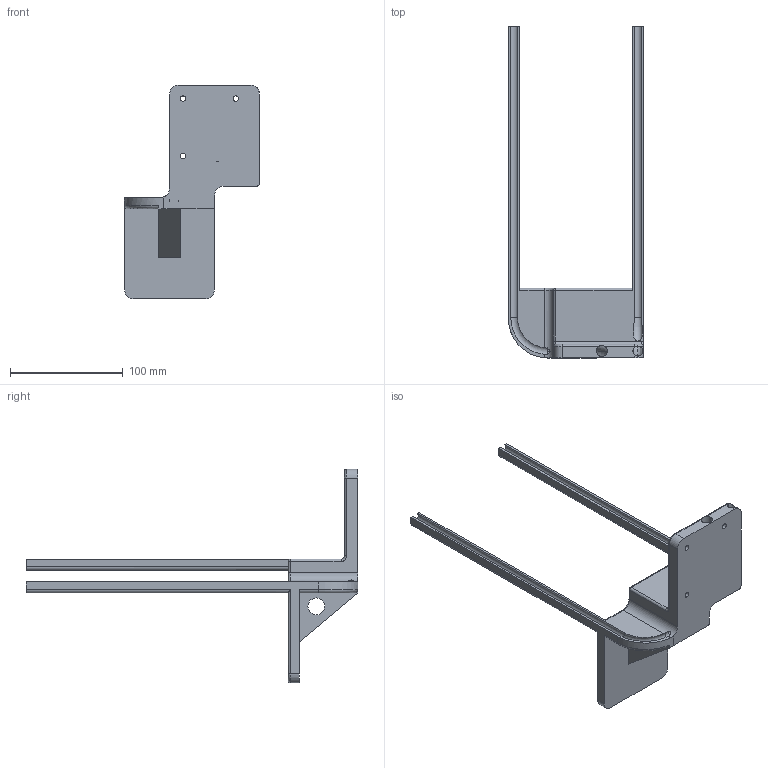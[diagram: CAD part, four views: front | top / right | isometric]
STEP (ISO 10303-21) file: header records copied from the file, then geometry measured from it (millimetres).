
FILE_DESCRIPTION((''),'2;1');
FILE_NAME('FLASCHENHALTER_ASM','2025-03-13T12:36:35',('weiss'),(''),'CREO PARAMETRIC BY PTC INC, 2022014','CREO PARAMETRIC BY PTC INC, 2022014','');
FILE_SCHEMA(('CONFIG_CONTROL_DESIGN'));
Length unit declared in the file: millimetre
Products named in the file (2): FLASCHENPODEST_AF0; FLASCHENHALTER_ASM
Assembly tree (1 placements, depth 2):
  FLASCHENHALTER_ASM
    FLASCHENPODEST_AF0
Bounding box: 120 x 295 x 190 mm (x, y, z)
Volume: 281272.3 mm3; surface area: 83604.7 mm2
Topology: 1 solids, 1 shells, 92 faces, 249 edges, 155 vertices
Faces by surface type: cylinder 40, plane 26, torus 13, bspline 6, cone 6, sphere 1
Entity records: 3728 total; most frequent: CARTESIAN_POINT 1334, ORIENTED_EDGE 498, DIRECTION 491, EDGE_CURVE 249, AXIS2_PLACEMENT_3D 186, VERTEX_POINT 155, VECTOR 119, LINE 119
